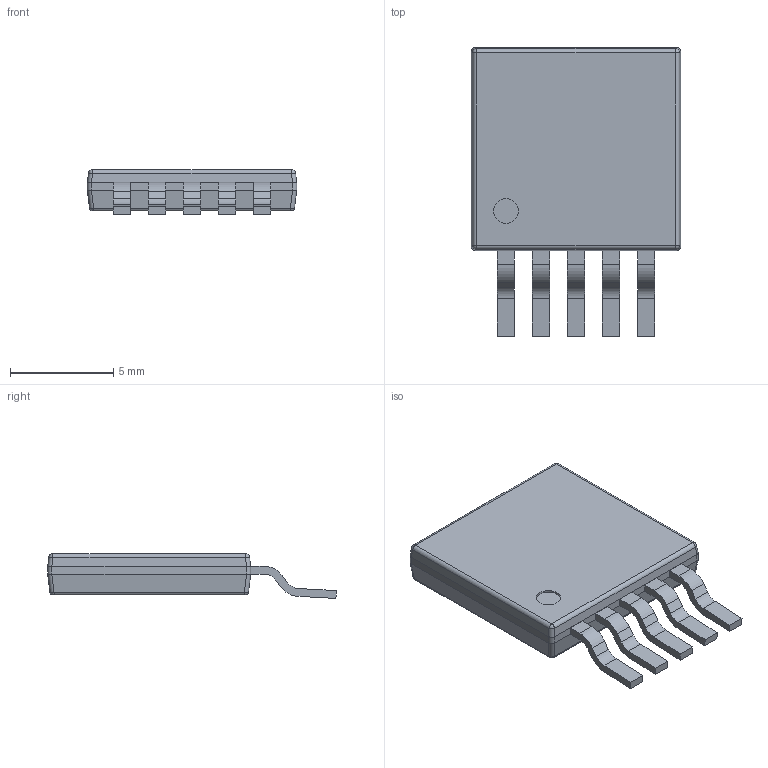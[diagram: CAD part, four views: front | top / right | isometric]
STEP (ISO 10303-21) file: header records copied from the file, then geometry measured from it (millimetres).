
FILE_DESCRIPTION((''),'2;1');
FILE_NAME('TJ5A_ASM','2011-12-23T',('athlsc'),(''),'PRO/ENGINEER BY PARAMETRIC TECHNOLOGY CORPORATION, 2009060','PRO/ENGINEER BY PARAMETRIC TECHNOLOGY CORPORATION, 2009060','');
FILE_SCHEMA(('AUTOMOTIVE_DESIGN_CC2 { 1 2 10303 214 -1 1 5 2 }'));
Length unit declared in the file: millimetre
Products named in the file (3): BODY_TJ5A; LEAD_TJ5A; TJ5A_ASM
Assembly tree (2 placements, depth 2):
  TJ5A_ASM
    BODY_TJ5A
    LEAD_TJ5A
Bounding box: 10.16 x 14.01 x 2.17 mm (x, y, z)
Volume: 203.5 mm3; surface area: 400.5 mm2
Topology: 7 solids, 7 shells, 198 faces, 532 edges, 348 vertices
Faces by surface type: plane 124, cylinder 66, bspline 4, sphere 4
Entity records: 8130 total; most frequent: CARTESIAN_POINT 1455, ORIENTED_EDGE 1064, DIRECTION 974, PRESENTATION_STYLE_ASSIGNMENT 539, STYLED_ITEM 539, CURVE_STYLE 532, EDGE_CURVE 532, VECTOR 396
